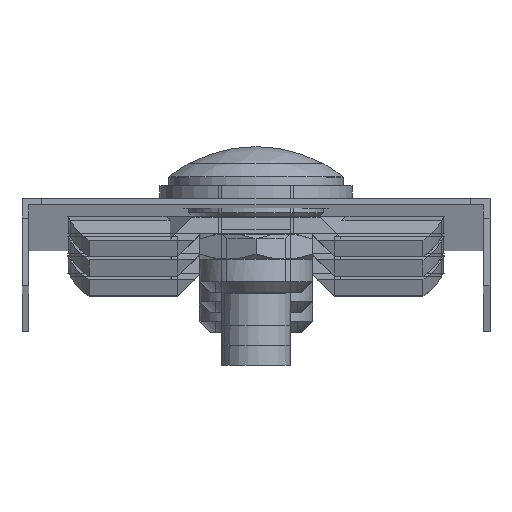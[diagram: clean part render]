
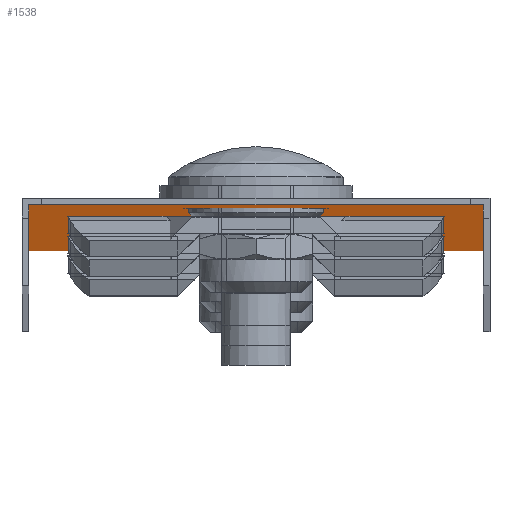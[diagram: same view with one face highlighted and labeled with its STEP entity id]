
A CAD part, top view. The second image highlights one B-rep face of the part: STEP entity #1538.
In plain terms, the highlighted planar face has unit normal (0, -1, 0).
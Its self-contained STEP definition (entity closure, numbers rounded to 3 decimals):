
#96 = CARTESIAN_POINT ( 'NONE',  ( 0., -0.75, 200. ) ) ;
#124 = ORIENTED_EDGE ( 'NONE', *, *, #1544, .F. ) ;
#235 = CARTESIAN_POINT ( 'NONE',  ( 26., -0.75, 0. ) ) ;
#255 = AXIS2_PLACEMENT_3D ( 'NONE', #944, #1297, #622 ) ;
#285 = VERTEX_POINT ( 'NONE', #640 ) ;
#315 = LINE ( 'NONE', #1255, #1035 ) ;
#480 = VERTEX_POINT ( 'NONE', #235 ) ;
#558 = CARTESIAN_POINT ( 'NONE',  ( 24.5, -0.75, 3000. ) ) ;
#599 = DIRECTION ( 'NONE',  ( 0., -1., 0. ) ) ;
#622 = DIRECTION ( 'NONE',  ( 0., 0., 1. ) ) ;
#640 = CARTESIAN_POINT ( 'NONE',  ( 0., -0.75, 1508.25 ) ) ;
#708 = EDGE_CURVE ( 'NONE', #3213, #3213, #3565, .T. ) ;
#716 = CARTESIAN_POINT ( 'NONE',  ( -26., -0.75, 3000. ) ) ;
#744 = CARTESIAN_POINT ( 'NONE',  ( -24.5, -0.75, 3000. ) ) ;
#776 = ORIENTED_EDGE ( 'NONE', *, *, #1127, .T. ) ;
#789 = AXIS2_PLACEMENT_3D ( 'NONE', #923, #599, #3609 ) ;
#841 = CARTESIAN_POINT ( 'NONE',  ( -26., -0.75, 0. ) ) ;
#843 = AXIS2_PLACEMENT_3D ( 'NONE', #3798, #1109, #2424 ) ;
#871 = CARTESIAN_POINT ( 'NONE',  ( 24.5, -0.75, 3000. ) ) ;
#883 = EDGE_CURVE ( 'NONE', #285, #285, #2585, .T. ) ;
#893 = LINE ( 'NONE', #4193, #3793 ) ;
#920 = DIRECTION ( 'NONE',  ( 1., 0., 0. ) ) ;
#923 = CARTESIAN_POINT ( 'NONE',  ( 0., -0.75, 1500. ) ) ;
#944 = CARTESIAN_POINT ( 'NONE',  ( 24.5, -0.75, 3000. ) ) ;
#1035 = VECTOR ( 'NONE', #3219, 1000. ) ;
#1073 = DIRECTION ( 'NONE',  ( -1., 0., 0. ) ) ;
#1094 = LINE ( 'NONE', #744, #3338 ) ;
#1109 = DIRECTION ( 'NONE',  ( 0., -1., 0. ) ) ;
#1127 = EDGE_CURVE ( 'NONE', #480, #4031, #3202, .T. ) ;
#1255 = CARTESIAN_POINT ( 'NONE',  ( 24.5, -0.75, 0. ) ) ;
#1293 = ORIENTED_EDGE ( 'NONE', *, *, #1463, .F. ) ;
#1297 = DIRECTION ( 'NONE',  ( 0., 1., 0. ) ) ;
#1327 = VERTEX_POINT ( 'NONE', #716 ) ;
#1353 = ORIENTED_EDGE ( 'NONE', *, *, #2990, .F. ) ;
#1394 = EDGE_LOOP ( 'NONE', ( #1876, #3906, #776, #124, #1353, #1914, #1605, #1293 ) ) ;
#1436 = VERTEX_POINT ( 'NONE', #2518 ) ;
#1463 = EDGE_CURVE ( 'NONE', #1803, #3284, #3497, .T. ) ;
#1538 = ADVANCED_FACE ( 'NONE', ( #3918, #3895, #4197, #3524 ), #3788, .F. ) ;
#1544 = EDGE_CURVE ( 'NONE', #4276, #4031, #2954, .T. ) ;
#1567 = DIRECTION ( 'NONE',  ( 0., 0., 1. ) ) ;
#1574 = LINE ( 'NONE', #3191, #2672 ) ;
#1605 = ORIENTED_EDGE ( 'NONE', *, *, #4231, .F. ) ;
#1707 = ORIENTED_EDGE ( 'NONE', *, *, #3238, .F. ) ;
#1796 = EDGE_CURVE ( 'NONE', #2284, #480, #315, .T. ) ;
#1803 = VERTEX_POINT ( 'NONE', #2569 ) ;
#1816 = CARTESIAN_POINT ( 'NONE',  ( 24.5, -0.75, 0. ) ) ;
#1876 = ORIENTED_EDGE ( 'NONE', *, *, #4196, .T. ) ;
#1914 = ORIENTED_EDGE ( 'NONE', *, *, #2294, .T. ) ;
#1964 = LINE ( 'NONE', #3274, #2034 ) ;
#2012 = CARTESIAN_POINT ( 'NONE',  ( 0., -0.75, 2808.25 ) ) ;
#2034 = VECTOR ( 'NONE', #2360, 1000. ) ;
#2076 = CARTESIAN_POINT ( 'NONE',  ( 26., -0.75, 3000. ) ) ;
#2097 = DIRECTION ( 'NONE',  ( 0., 0., 1. ) ) ;
#2284 = VERTEX_POINT ( 'NONE', #1816 ) ;
#2294 = EDGE_CURVE ( 'NONE', #1436, #1327, #1094, .T. ) ;
#2325 = EDGE_LOOP ( 'NONE', ( #1707 ) ) ;
#2360 = DIRECTION ( 'NONE',  ( 1., 0., 0. ) ) ;
#2402 = DIRECTION ( 'NONE',  ( 1., 0., 0. ) ) ;
#2424 = DIRECTION ( 'NONE',  ( 0., 0., 1. ) ) ;
#2518 = CARTESIAN_POINT ( 'NONE',  ( -24.5, -0.75, 3000. ) ) ;
#2569 = CARTESIAN_POINT ( 'NONE',  ( -24.5, -0.75, 0. ) ) ;
#2585 = CIRCLE ( 'NONE', #789, 8.25 ) ;
#2659 = EDGE_LOOP ( 'NONE', ( #3580 ) ) ;
#2672 = VECTOR ( 'NONE', #920, 1000. ) ;
#2685 = VECTOR ( 'NONE', #1567, 1000. ) ;
#2751 = VECTOR ( 'NONE', #3410, 1000. ) ;
#2777 = CARTESIAN_POINT ( 'NONE',  ( 24.5, -0.75, 0. ) ) ;
#2938 = CARTESIAN_POINT ( 'NONE',  ( 26., -0.75, 3000. ) ) ;
#2954 = LINE ( 'NONE', #558, #3659 ) ;
#2990 = EDGE_CURVE ( 'NONE', #1436, #4276, #1964, .T. ) ;
#3078 = AXIS2_PLACEMENT_3D ( 'NONE', #96, #4072, #2097 ) ;
#3191 = CARTESIAN_POINT ( 'NONE',  ( 24.5, -0.75, 0. ) ) ;
#3202 = LINE ( 'NONE', #2938, #2685 ) ;
#3213 = VERTEX_POINT ( 'NONE', #3582 ) ;
#3219 = DIRECTION ( 'NONE',  ( 1., 0., 0. ) ) ;
#3238 = EDGE_CURVE ( 'NONE', #3343, #3343, #3973, .T. ) ;
#3274 = CARTESIAN_POINT ( 'NONE',  ( 24.5, -0.75, 3000. ) ) ;
#3284 = VERTEX_POINT ( 'NONE', #841 ) ;
#3338 = VECTOR ( 'NONE', #1073, 1000. ) ;
#3343 = VERTEX_POINT ( 'NONE', #2012 ) ;
#3350 = ORIENTED_EDGE ( 'NONE', *, *, #708, .F. ) ;
#3395 = EDGE_LOOP ( 'NONE', ( #3350 ) ) ;
#3410 = DIRECTION ( 'NONE',  ( -1., 0., 0. ) ) ;
#3497 = LINE ( 'NONE', #2777, #2751 ) ;
#3524 = FACE_BOUND ( 'NONE', #2325, .T. ) ;
#3565 = CIRCLE ( 'NONE', #3078, 8.25 ) ;
#3580 = ORIENTED_EDGE ( 'NONE', *, *, #883, .F. ) ;
#3582 = CARTESIAN_POINT ( 'NONE',  ( 0., -0.75, 208.25 ) ) ;
#3609 = DIRECTION ( 'NONE',  ( 0., 0., 1. ) ) ;
#3659 = VECTOR ( 'NONE', #2402, 1000. ) ;
#3788 = PLANE ( 'NONE',  #255 ) ;
#3793 = VECTOR ( 'NONE', #4155, 1000. ) ;
#3798 = CARTESIAN_POINT ( 'NONE',  ( 0., -0.75, 2800. ) ) ;
#3895 = FACE_BOUND ( 'NONE', #3395, .T. ) ;
#3906 = ORIENTED_EDGE ( 'NONE', *, *, #1796, .T. ) ;
#3918 = FACE_BOUND ( 'NONE', #2659, .T. ) ;
#3973 = CIRCLE ( 'NONE', #843, 8.25 ) ;
#4031 = VERTEX_POINT ( 'NONE', #2076 ) ;
#4072 = DIRECTION ( 'NONE',  ( 0., -1., 0. ) ) ;
#4155 = DIRECTION ( 'NONE',  ( 0., 0., 1. ) ) ;
#4193 = CARTESIAN_POINT ( 'NONE',  ( -26., -0.75, 3000. ) ) ;
#4196 = EDGE_CURVE ( 'NONE', #1803, #2284, #1574, .T. ) ;
#4197 = FACE_OUTER_BOUND ( 'NONE', #1394, .T. ) ;
#4231 = EDGE_CURVE ( 'NONE', #3284, #1327, #893, .T. ) ;
#4276 = VERTEX_POINT ( 'NONE', #871 ) ;
